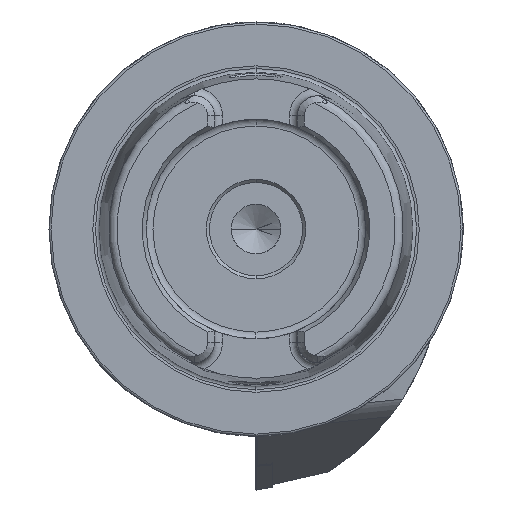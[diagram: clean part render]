
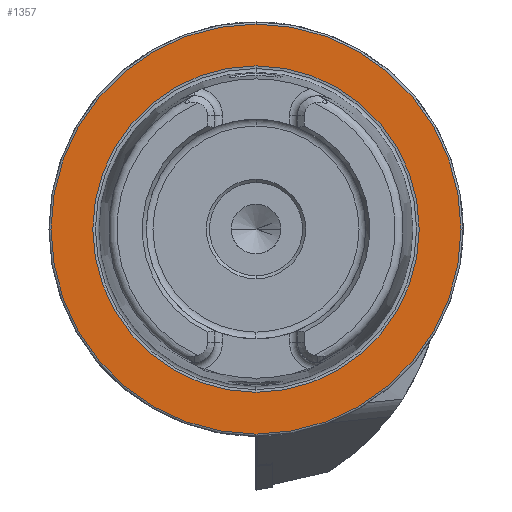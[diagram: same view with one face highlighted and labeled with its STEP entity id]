
A CAD part, left-side view. The second image highlights one B-rep face of the part: STEP entity #1357.
In plain terms, the highlighted planar face has unit normal (-1, 0, 0).
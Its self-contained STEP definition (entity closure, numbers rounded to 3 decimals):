
#154 = AXIS2_PLACEMENT_3D ( 'NONE', #1664, #1782, #16428 ) ;
#553 = CARTESIAN_POINT ( 'NONE',  ( 0., 0., 49.5 ) ) ;
#1286 = FACE_OUTER_BOUND ( 'NONE', #17361, .T. ) ;
#1357 = ADVANCED_FACE ( 'NONE', ( #16469, #1286 ), #4365, .F. ) ;
#1664 = CARTESIAN_POINT ( 'NONE',  ( 0., 49.5, 0. ) ) ;
#1782 = DIRECTION ( 'NONE',  ( 1., 0., 0. ) ) ;
#2201 = CIRCLE ( 'NONE', #5176, 49.5 ) ;
#3239 = ORIENTED_EDGE ( 'NONE', *, *, #5267, .T. ) ;
#3274 = EDGE_CURVE ( 'NONE', #9793, #10250, #11952, .T. ) ;
#4365 = PLANE ( 'NONE',  #154 ) ;
#4691 = AXIS2_PLACEMENT_3D ( 'NONE', #11218, #10058, #5871 ) ;
#5176 = AXIS2_PLACEMENT_3D ( 'NONE', #8018, #5371, #16138 ) ;
#5267 = EDGE_CURVE ( 'NONE', #13366, #15507, #2201, .T. ) ;
#5371 = DIRECTION ( 'NONE',  ( -1., 0., 0. ) ) ;
#5871 = DIRECTION ( 'NONE',  ( 0., 0., 1. ) ) ;
#6021 = ORIENTED_EDGE ( 'NONE', *, *, #13756, .T. ) ;
#6572 = DIRECTION ( 'NONE',  ( -1., 0., 0. ) ) ;
#7254 = CIRCLE ( 'NONE', #14905, 49.5 ) ;
#8018 = CARTESIAN_POINT ( 'NONE',  ( 0., 0., 0. ) ) ;
#9772 = CARTESIAN_POINT ( 'NONE',  ( 0., 0., 0. ) ) ;
#9793 = VERTEX_POINT ( 'NONE', #15069 ) ;
#10058 = DIRECTION ( 'NONE',  ( -1., 0., 0. ) ) ;
#10250 = VERTEX_POINT ( 'NONE', #12897 ) ;
#10439 = EDGE_LOOP ( 'NONE', ( #14165, #14086 ) ) ;
#10912 = CARTESIAN_POINT ( 'NONE',  ( 0., 0., -49.5 ) ) ;
#11218 = CARTESIAN_POINT ( 'NONE',  ( 0., 0., 0. ) ) ;
#11935 = DIRECTION ( 'NONE',  ( 0., 0., 1. ) ) ;
#11952 = CIRCLE ( 'NONE', #4691, 39.405 ) ;
#12533 = CIRCLE ( 'NONE', #14013, 39.405 ) ;
#12866 = DIRECTION ( 'NONE',  ( -1., 0., 0. ) ) ;
#12897 = CARTESIAN_POINT ( 'NONE',  ( 0., 0., 39.405 ) ) ;
#13366 = VERTEX_POINT ( 'NONE', #553 ) ;
#13756 = EDGE_CURVE ( 'NONE', #15507, #13366, #7254, .T. ) ;
#14002 = EDGE_CURVE ( 'NONE', #10250, #9793, #12533, .T. ) ;
#14013 = AXIS2_PLACEMENT_3D ( 'NONE', #17292, #6572, #11935 ) ;
#14086 = ORIENTED_EDGE ( 'NONE', *, *, #3274, .F. ) ;
#14165 = ORIENTED_EDGE ( 'NONE', *, *, #14002, .F. ) ;
#14905 = AXIS2_PLACEMENT_3D ( 'NONE', #9772, #12866, #15198 ) ;
#15069 = CARTESIAN_POINT ( 'NONE',  ( 0., 0., -39.405 ) ) ;
#15198 = DIRECTION ( 'NONE',  ( 0., 0., 1. ) ) ;
#15507 = VERTEX_POINT ( 'NONE', #10912 ) ;
#16138 = DIRECTION ( 'NONE',  ( 0., 0., 1. ) ) ;
#16428 = DIRECTION ( 'NONE',  ( 0., 0., -1. ) ) ;
#16469 = FACE_BOUND ( 'NONE', #10439, .T. ) ;
#17292 = CARTESIAN_POINT ( 'NONE',  ( 0., 0., 0. ) ) ;
#17361 = EDGE_LOOP ( 'NONE', ( #3239, #6021 ) ) ;
